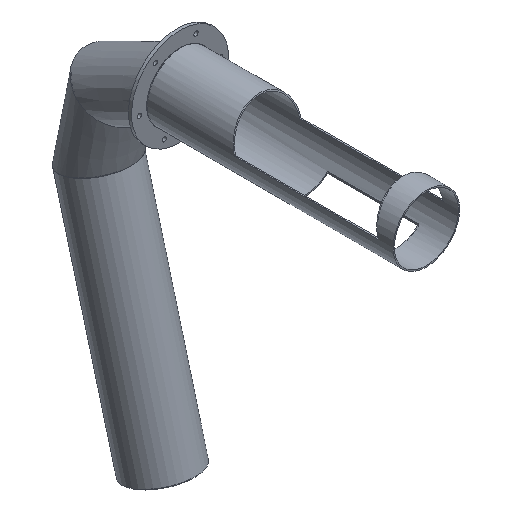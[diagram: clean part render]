
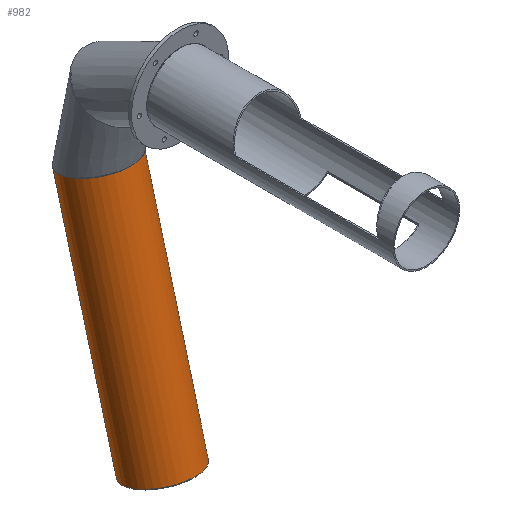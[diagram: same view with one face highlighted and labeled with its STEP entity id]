
A CAD part, isometric view. The second image highlights one B-rep face of the part: STEP entity #982.
In plain terms, the highlighted cylindrical face has radius 109.5 mm (diameter 219 mm), a full revolution.
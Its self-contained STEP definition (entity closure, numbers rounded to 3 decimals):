
#955=CARTESIAN_POINT('',(0.0,810.0,0.0));
#956=DIRECTION('',(0.0,1.0,0.0));
#957=DIRECTION('',(0.0,0.0,-1.0));
#958=AXIS2_PLACEMENT_3D('',#955,#956,#957);
#959=CYLINDRICAL_SURFACE('',#958,109.5);
#960=CARTESIAN_POINT('',(109.5,0.0,0.0));
#961=VERTEX_POINT('',#960);
#962=CARTESIAN_POINT('',(0.0,0.0,0.0));
#963=DIRECTION('',(0.0,1.0,0.0));
#964=DIRECTION('',(1.0,0.0,0.0));
#965=AXIS2_PLACEMENT_3D('',#962,#963,#964);
#966=CIRCLE('',#965,109.5);
#967=EDGE_CURVE('',#961,#961,#966,.T.);
#968=ORIENTED_EDGE('',*,*,#967,.T.);
#969=EDGE_LOOP('',(#968));
#970=FACE_OUTER_BOUND('',#969,.T.);
#971=CARTESIAN_POINT('',(109.5,810.0,0.0));
#972=VERTEX_POINT('',#971);
#973=CARTESIAN_POINT('',(0.0,810.0,0.0));
#974=DIRECTION('',(0.0,1.0,0.0));
#975=DIRECTION('',(1.0,0.0,0.0));
#976=AXIS2_PLACEMENT_3D('',#973,#974,#975);
#977=CIRCLE('',#976,109.5);
#978=EDGE_CURVE('',#972,#972,#977,.T.);
#979=ORIENTED_EDGE('',*,*,#978,.F.);
#980=EDGE_LOOP('',(#979));
#981=FACE_BOUND('',#980,.T.);
#982=ADVANCED_FACE('',(#970,#981),#959,.T.);
